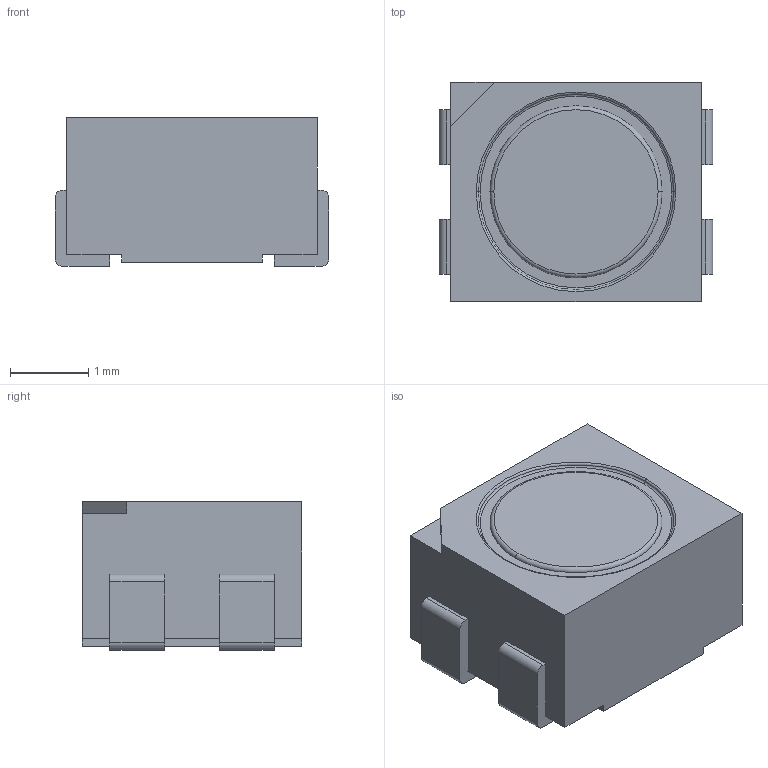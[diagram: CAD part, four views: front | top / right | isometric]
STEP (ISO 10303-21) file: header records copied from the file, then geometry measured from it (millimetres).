
FILE_DESCRIPTION (( 'STEP AP214' ), '1' );
FILE_NAME ('CLV1L-FKB-CJ1N1E1BB7B3B3.STEP', '2022-12-23T08:46:07', ( '' ), ( '' ), 'SwSTEP 2.0', 'SolidWorks 2022', '' );
FILE_SCHEMA (( 'AUTOMOTIVE_DESIGN' ));
Length unit declared in the file: millimetre
Products named in the file (1): CLV1L-FKB-CJ1N1E1BB7B3B3
Bounding box: 3.5 x 2.8 x 1.9 mm (x, y, z)
Volume: 16.7 mm3; surface area: 58.7 mm2
Topology: 6 solids, 6 shells, 61 faces, 142 edges, 94 vertices
Faces by surface type: plane 47, cylinder 8, torus 6
Entity records: 2482 total; most frequent: DIRECTION 298, CARTESIAN_POINT 298, ORIENTED_EDGE 284, EDGE_CURVE 142, VECTOR 110, LINE 110, VERTEX_POINT 94, AXIS2_PLACEMENT_3D 94
